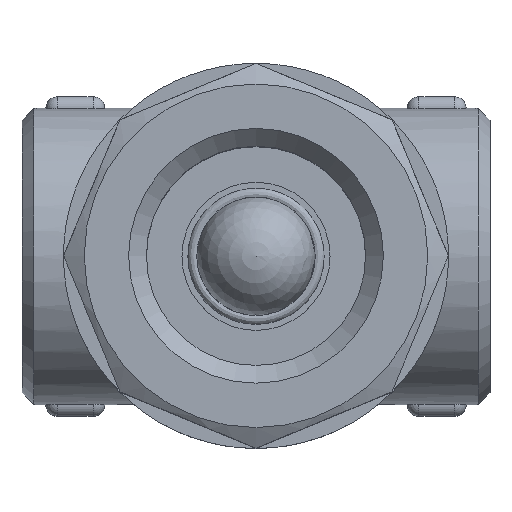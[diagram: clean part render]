
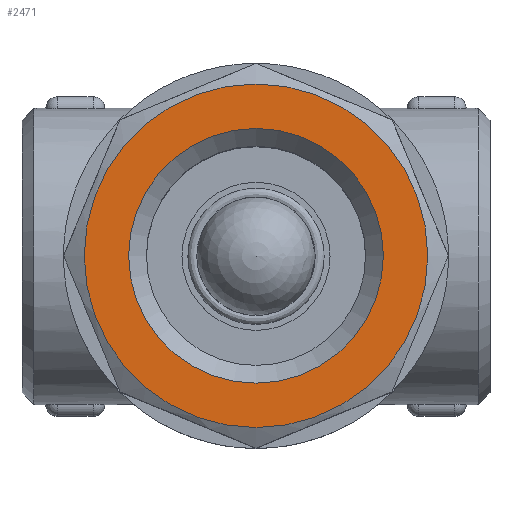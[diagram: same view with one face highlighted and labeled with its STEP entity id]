
A CAD part, top view. The second image highlights one B-rep face of the part: STEP entity #2471.
In plain terms, the highlighted planar face has unit normal (0, 0, 1).
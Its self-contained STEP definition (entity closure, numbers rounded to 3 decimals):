
#1997=CARTESIAN_POINT('',(21.5,0.0,70.));
#1998=VERTEX_POINT('',#1997);
#1999=CARTESIAN_POINT('',(0.,0.0,70.));
#2000=DIRECTION('',(0.0,0.0,-1.0));
#2001=DIRECTION('',(1.0,0.0,0.0));
#2002=AXIS2_PLACEMENT_3D('',#1999,#2000,#2001);
#2003=CIRCLE('',#2002,21.5);
#2004=EDGE_CURVE('',#1998,#1998,#2003,.T.);
#2256=CARTESIAN_POINT('',(29.,0.0,70.));
#2257=VERTEX_POINT('',#2256);
#2258=CARTESIAN_POINT('',(0.,0.0,70.));
#2259=DIRECTION('',(0.0,0.0,1.0));
#2260=DIRECTION('',(1.0,0.0,0.0));
#2261=AXIS2_PLACEMENT_3D('',#2258,#2259,#2260);
#2262=CIRCLE('',#2261,29.);
#2263=EDGE_CURVE('',#2257,#2257,#2262,.T.);
#2460=CARTESIAN_POINT('',(0.,0.,70.));
#2461=DIRECTION('',(0.0,0.0,1.0));
#2462=DIRECTION('',(1.0,0.0,0.0));
#2463=AXIS2_PLACEMENT_3D('',#2460,#2461,#2462);
#2464=PLANE('',#2463);
#2465=ORIENTED_EDGE('',*,*,#2263,.T.);
#2466=EDGE_LOOP('',(#2465));
#2467=FACE_OUTER_BOUND('',#2466,.T.);
#2468=ORIENTED_EDGE('',*,*,#2004,.T.);
#2469=EDGE_LOOP('',(#2468));
#2470=FACE_BOUND('',#2469,.T.);
#2471=ADVANCED_FACE('',(#2467,#2470),#2464,.T.);
